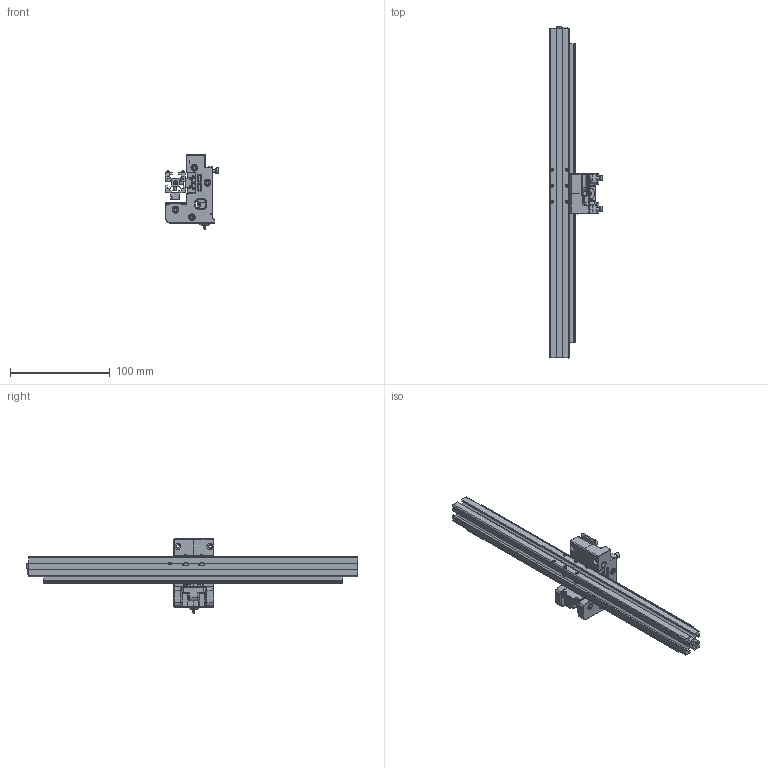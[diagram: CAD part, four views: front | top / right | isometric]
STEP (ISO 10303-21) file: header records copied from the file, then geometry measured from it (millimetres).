
FILE_DESCRIPTION(/* description */ (''),/* implementation_level */ '2;1');
FILE_NAME(/* name */ 'BLTouch-Xcarriage.step',/* time_stamp */ '2020-09-05T12:38:40+02:00',/* author */ (''),/* organization */ (''),/* preprocessor_version */ 'ST-DEVELOPER v18.1',/* originating_system */ 'Autodesk Translation Framework v9.3.0.1241',/* authorisation */ '');
FILE_SCHEMA (('AUTOMOTIVE_DESIGN { 1 0 10303 214 3 1 1 }'));
Products named in the file (29): X Carriage Frame; BLTouch-Smart V3.1 v1; 93245A111; Belt Clamp; Belt Clamp_1; 3x6mm Magnet; M3x8 SHCS (1); M3x30 SHCS (1); M3x12 SHCS (1); M3 Hext Nut; M3x16 SHCS (2); M3x8 SHCS (1)_1; MGN9H (1); MGN9H - Carriage (1); MGN9H - Carriage (2); MGN9H - Carriage (3); MGN9H - Carriage (4); MGN9H - Carriage (5); MGN9H - Carriage (6); MGN9H - Carriage (7); MGN9H - Carriage (8); M3 Threaded Insert (1); X Carriage Pivot Block; M3x8 SHCS (1)_2; M3x8 BHCS; HFSB5-20-330; MGN9 - Linear Rail; M3x8 SHCS; BLTouch Holder
Assembly tree (46 placements, depth 4):
  X Carriage Frame
    BLTouch-Smart V3.1 v1
      93245A111
    Belt Clamp
      M3 Threaded Insert (1)
    Belt Clamp_1
      M3 Threaded Insert (1)
    3x6mm Magnet
    M3x30 SHCS (1)  x3
    M3x8 BHCS
    M3x8 SHCS (1)
      M3x8 BHCS
    M3 Hext Nut  x3
    M3x12 SHCS (1)  x2
    M3x16 SHCS (2)  x2
    M3x8 SHCS (1)_2  x2
      M3x8 BHCS
    M3x8 SHCS (1)_1
      M3x8 BHCS
    MGN9H (1)
      MGN9H - Carriage (1)
      MGN9H - Carriage (2)
      MGN9H - Carriage (3)
      MGN9H - Carriage (4)
      MGN9H - Carriage (5)
      MGN9H - Carriage (6)
      MGN9H - Carriage (7)
      MGN9H - Carriage (8)
    M3 Threaded Insert (1)  x2
    X Carriage Pivot Block
      M3x8 SHCS (1)_2  x4
        M3x8 BHCS
    HFSB5-20-330
      MGN9 - Linear Rail  x2
        M3x8 SHCS
    BLTouch Holder
Bounding box: 53.85 x 332.85 x 74.8 mm (x, y, z)
Volume: 146617.9 mm3; surface area: 117010.5 mm2
Topology: 62 solids, 62 shells, 2506 faces, 6050 edges, 3748 vertices
Faces by surface type: plane 1063, cylinder 582, cone 374, bspline 362, torus 89, sphere 36
Full cylindrical faces by diameter (mm): 1.2 x6, 1.288 x4, 1.623 x2, 2.074 x2, 2.603 x4, 2.9 x6, 3 x30, 3.3 x2, 3.332 x5, 3.4 x12, 3.5 x20, 4 x4, 4.109 x5, 4.2 x5, 4.25 x4, 4.6 x4, 4.7 x2, 5 x2, 5.5 x17, 5.7 x9, 6 x24, 11 x1, 11.5 x1, 11.8 x1
Entity records: 58761 total; most frequent: CARTESIAN_POINT 18423, ORIENTED_EDGE 8240, DIRECTION 8085, EDGE_CURVE 4120, AXIS2_PLACEMENT_3D 2870, VERTEX_POINT 2565, LINE 2345, VECTOR 2345
